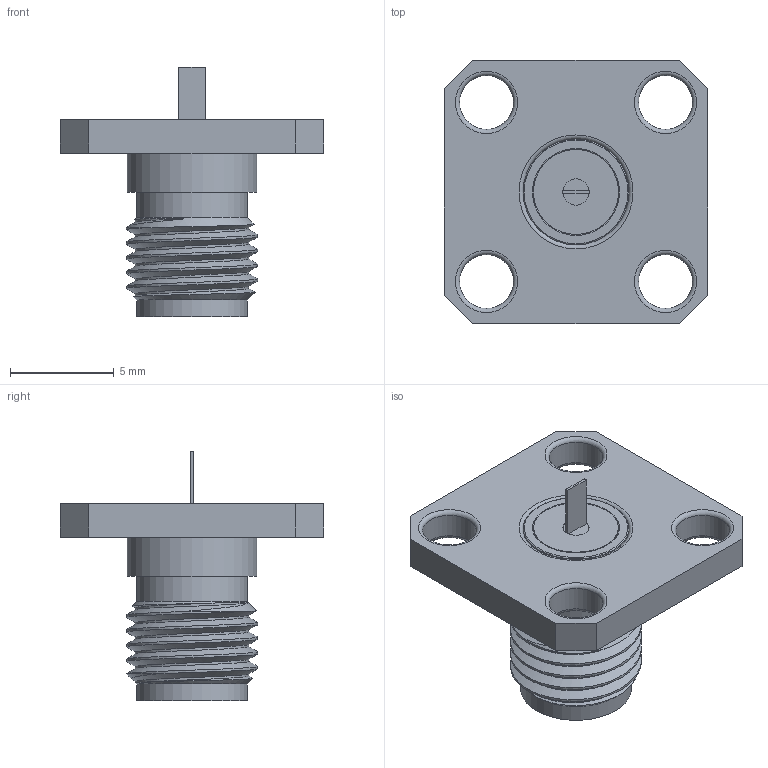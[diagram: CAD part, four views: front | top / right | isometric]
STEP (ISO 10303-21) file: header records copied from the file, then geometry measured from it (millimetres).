
FILE_DESCRIPTION(/* description */ ('Unknown'),/* implementation_level */ '2;1');
FILE_NAME(/* name */ '60312322114620',/* time_stamp */ '2018-09-19T16:15:48+02:00',/* author */ ('Unknown'),/* organization */ ('Unknown'),/* preprocessor_version */ 'ST-DEVELOPER v16.7',/* originating_system */ 'DEX',/* authorisation */ $);
FILE_SCHEMA (('AUTOMOTIVE_DESIGN {1 0 10303 214 3 1 1}'));
Length unit declared in the file: millimetre
Products named in the file (1): 60312322114620
Bounding box: 12.7 x 12.7 x 12.04 mm (x, y, z)
Volume: 387.3 mm3; surface area: 647.8 mm2
Topology: 1 solids, 3 shells, 71 faces, 164 edges, 105 vertices
Faces by surface type: plane 28, cylinder 23, torus 13, cone 5, bspline 2
Full cylindrical faces by diameter (mm): 2.6 x4, 4.1 x3, 4.95 x1, 5.1 x1, 5.101 x1, 5.35 x2, 6.24 x1
Entity records: 2976 total; most frequent: CARTESIAN_POINT 989, DIRECTION 320, ORIENTED_EDGE 250, AXIS2_PLACEMENT_3D 138, EDGE_CURVE 125, EDGE_LOOP 116, FACE_BOUND 116, VERTEX_POINT 95
